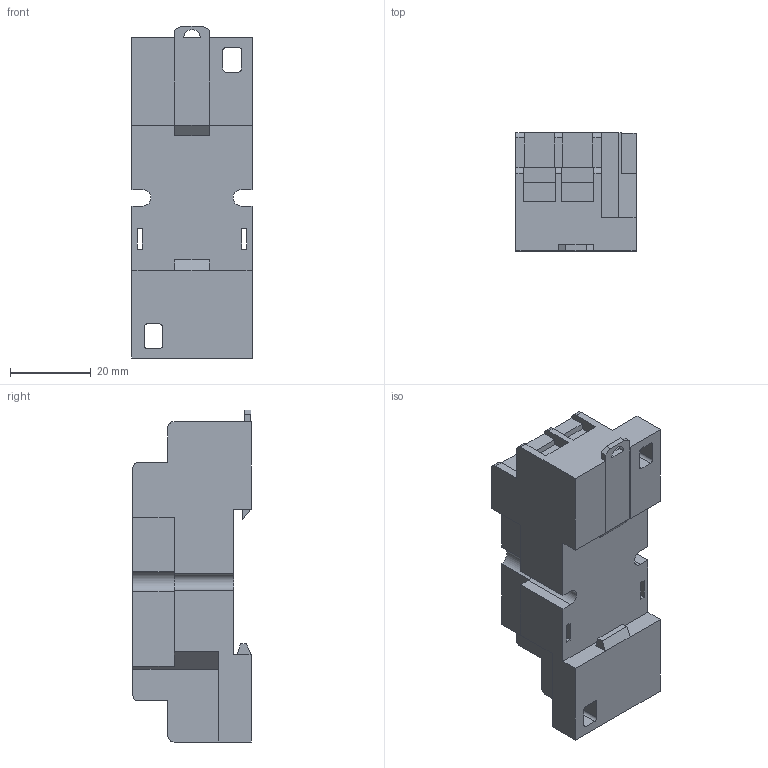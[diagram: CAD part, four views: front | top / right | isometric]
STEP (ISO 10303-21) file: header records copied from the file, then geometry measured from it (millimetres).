
FILE_DESCRIPTION (( 'STEP AP214' ), '1' );
FILE_NAME ('782-2C-SKT.STEP', '2017-08-01T18:10:36', ( '' ), ( '' ), 'SwSTEP 2.0', 'SolidWorks 2017', '' );
FILE_SCHEMA (( 'AUTOMOTIVE_DESIGN' ));
Length unit declared in the file: inch
Products named in the file (1): 782-2C-SKT
Bounding box: 29.72 x 29.21 x 82.12 mm (x, y, z)
Volume: 47329.4 mm3; surface area: 14134 mm2
Topology: 5 solids, 5 shells, 358 faces, 941 edges, 620 vertices
Faces by surface type: plane 280, cylinder 70, torus 8
Entity records: 13553 total; most frequent: CARTESIAN_POINT 1920, ORIENTED_EDGE 1882, DIRECTION 1817, EDGE_CURVE 941, LINE 783, VECTOR 783, VERTEX_POINT 620, AXIS2_PLACEMENT_3D 517
